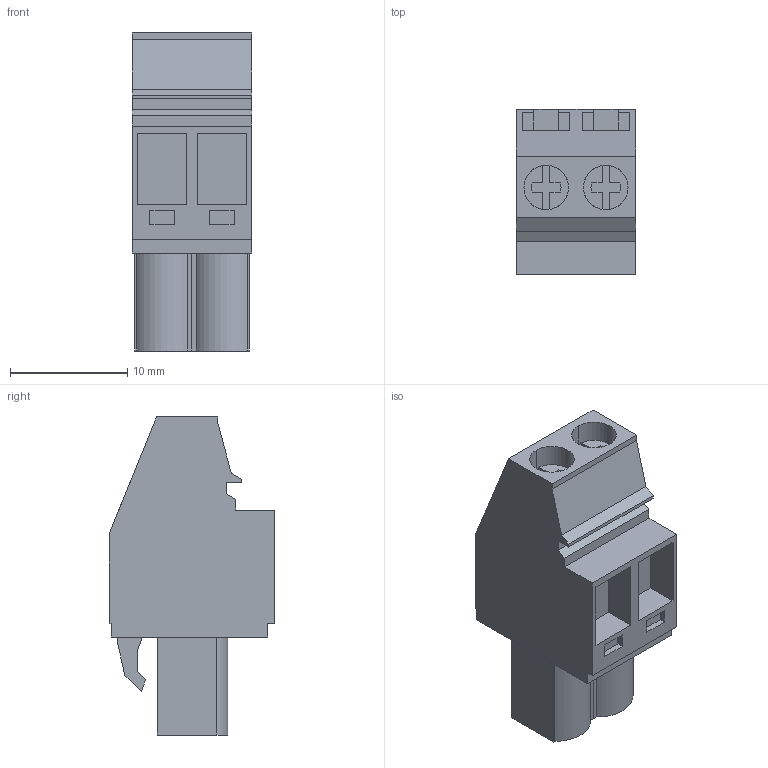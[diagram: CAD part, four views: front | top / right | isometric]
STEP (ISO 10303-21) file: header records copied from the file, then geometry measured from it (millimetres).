
FILE_DESCRIPTION(('CATIA V5 STEP','CAx-IF Rec.Pracs.--- Model Styling and Organization---1.2---2011-12-15'),'2;1');
FILE_NAME ('D1460143_0_1949020000_1949020000.stp','2017-09-09T07:21:48+00:00',('none'),('Weidmueller'),'CATIA Version 5-6 Release 2014','CATIA V5 STEP AP214','none');
FILE_SCHEMA(('AUTOMOTIVE_DESIGN { 1 0 10303 214 1 1 1 1 }'));
Length unit declared in the file: millimetre
Products named in the file (1): 1949020000
Bounding box: 10.16 x 14.1 x 27.1 mm (x, y, z)
Volume: 2314.5 mm3; surface area: 1825 mm2
Topology: 3 solids, 3 shells, 164 faces, 444 edges, 295 vertices
Faces by surface type: plane 146, cylinder 16, extrusion 2
Entity records: 5073 total; most frequent: CARTESIAN_POINT 899, ORIENTED_EDGE 888, DIRECTION 708, EDGE_CURVE 444, VECTOR 402, LINE 400, VERTEX_POINT 295, AXIS2_PLACEMENT_3D 174
